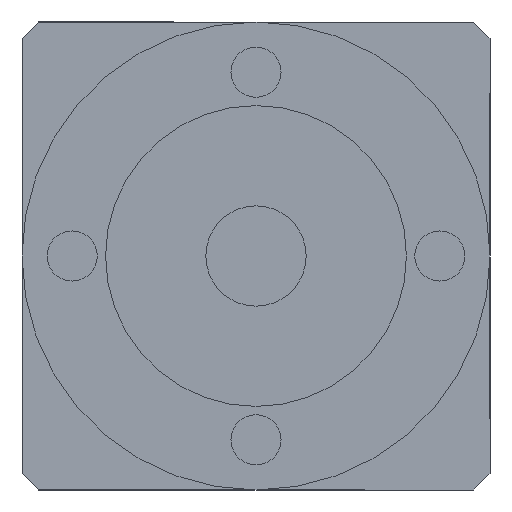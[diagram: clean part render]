
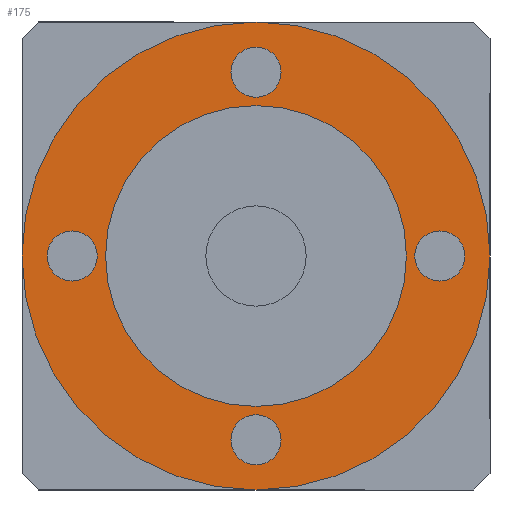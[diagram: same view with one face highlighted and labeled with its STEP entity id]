
A CAD part, front view. The second image highlights one B-rep face of the part: STEP entity #175.
In plain terms, the highlighted planar face has unit normal (0, -1, 0).
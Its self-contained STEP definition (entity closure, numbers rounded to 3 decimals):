
#7 = CARTESIAN_POINT ( 'NONE',  ( 0., -25.2, 0. ) ) ;
#19 = ORIENTED_EDGE ( 'NONE', *, *, #308, .F. ) ;
#23 = ORIENTED_EDGE ( 'NONE', *, *, #825, .F. ) ;
#37 = VERTEX_POINT ( 'NONE', #757 ) ;
#38 = DIRECTION ( 'NONE',  ( 0., 0., -1. ) ) ;
#47 = FACE_BOUND ( 'NONE', #217, .T. ) ;
#61 = VERTEX_POINT ( 'NONE', #263 ) ;
#70 = CARTESIAN_POINT ( 'NONE',  ( 0., -25.2, -11. ) ) ;
#71 = CARTESIAN_POINT ( 'NONE',  ( 11., -25.2, 1.5 ) ) ;
#72 = CARTESIAN_POINT ( 'NONE',  ( -11., -25.2, -1.5 ) ) ;
#83 = AXIS2_PLACEMENT_3D ( 'NONE', #135, #713, #718 ) ;
#86 = EDGE_CURVE ( 'NONE', #807, #61, #426, .T. ) ;
#91 = ORIENTED_EDGE ( 'NONE', *, *, #679, .F. ) ;
#96 = CARTESIAN_POINT ( 'NONE',  ( -11., -25.2, 0. ) ) ;
#99 = ORIENTED_EDGE ( 'NONE', *, *, #437, .F. ) ;
#100 = FACE_BOUND ( 'NONE', #816, .T. ) ;
#102 = DIRECTION ( 'NONE',  ( 0., -1., 0. ) ) ;
#135 = CARTESIAN_POINT ( 'NONE',  ( 0., -25.2, 11. ) ) ;
#151 = ORIENTED_EDGE ( 'NONE', *, *, #653, .F. ) ;
#160 = CIRCLE ( 'NONE', #726, 1.5 ) ;
#163 = FACE_BOUND ( 'NONE', #662, .T. ) ;
#174 = ORIENTED_EDGE ( 'NONE', *, *, #409, .F. ) ;
#175 = ADVANCED_FACE ( 'NONE', ( #163, #808, #47, #100, #904, #232 ), #772, .F. ) ;
#182 = DIRECTION ( 'NONE',  ( 0., 0., -1. ) ) ;
#185 = VERTEX_POINT ( 'NONE', #626 ) ;
#191 = AXIS2_PLACEMENT_3D ( 'NONE', #262, #557, #843 ) ;
#198 = AXIS2_PLACEMENT_3D ( 'NONE', #949, #644, #282 ) ;
#209 = CARTESIAN_POINT ( 'NONE',  ( 0., -25.2, 14. ) ) ;
#210 = VERTEX_POINT ( 'NONE', #928 ) ;
#217 = EDGE_LOOP ( 'NONE', ( #731, #99 ) ) ;
#225 = CARTESIAN_POINT ( 'NONE',  ( 0., -25.2, -9.5 ) ) ;
#230 = VERTEX_POINT ( 'NONE', #495 ) ;
#232 = FACE_OUTER_BOUND ( 'NONE', #419, .T. ) ;
#239 = AXIS2_PLACEMENT_3D ( 'NONE', #70, #570, #641 ) ;
#259 = DIRECTION ( 'NONE',  ( 0., 0., -1. ) ) ;
#262 = CARTESIAN_POINT ( 'NONE',  ( 11., -25.2, 0. ) ) ;
#263 = CARTESIAN_POINT ( 'NONE',  ( -11., -25.2, 1.5 ) ) ;
#264 = DIRECTION ( 'NONE',  ( 0., -1., 0. ) ) ;
#265 = CIRCLE ( 'NONE', #191, 1.5 ) ;
#272 = DIRECTION ( 'NONE',  ( 0., 0., 1. ) ) ;
#273 = DIRECTION ( 'NONE',  ( 0., 1., 0. ) ) ;
#275 = CIRCLE ( 'NONE', #610, 14. ) ;
#282 = DIRECTION ( 'NONE',  ( 0., 0., -1. ) ) ;
#308 = EDGE_CURVE ( 'NONE', #538, #230, #635, .T. ) ;
#310 = VERTEX_POINT ( 'NONE', #71 ) ;
#341 = DIRECTION ( 'NONE',  ( 0., 1., 0. ) ) ;
#345 = CARTESIAN_POINT ( 'NONE',  ( 0., -25.2, 0. ) ) ;
#346 = CARTESIAN_POINT ( 'NONE',  ( 11., -25.2, 0. ) ) ;
#355 = DIRECTION ( 'NONE',  ( 0., 0., 1. ) ) ;
#360 = CARTESIAN_POINT ( 'NONE',  ( 0., -25.2, 0. ) ) ;
#368 = AXIS2_PLACEMENT_3D ( 'NONE', #613, #470, #38 ) ;
#370 = VERTEX_POINT ( 'NONE', #225 ) ;
#386 = AXIS2_PLACEMENT_3D ( 'NONE', #360, #422, #272 ) ;
#400 = AXIS2_PLACEMENT_3D ( 'NONE', #345, #273, #355 ) ;
#409 = EDGE_CURVE ( 'NONE', #210, #840, #864, .T. ) ;
#419 = EDGE_LOOP ( 'NONE', ( #820, #91 ) ) ;
#422 = DIRECTION ( 'NONE',  ( 0., 1., 0. ) ) ;
#425 = AXIS2_PLACEMENT_3D ( 'NONE', #478, #264, #766 ) ;
#426 = CIRCLE ( 'NONE', #368, 1.5 ) ;
#437 = EDGE_CURVE ( 'NONE', #61, #807, #717, .T. ) ;
#470 = DIRECTION ( 'NONE',  ( 0., -1., 0. ) ) ;
#472 = CARTESIAN_POINT ( 'NONE',  ( 0., -25.2, 0. ) ) ;
#478 = CARTESIAN_POINT ( 'NONE',  ( 0., -25.2, 0. ) ) ;
#495 = CARTESIAN_POINT ( 'NONE',  ( 0., -25.2, 12.5 ) ) ;
#496 = CARTESIAN_POINT ( 'NONE',  ( 0., -25.2, -9. ) ) ;
#524 = DIRECTION ( 'NONE',  ( 0., -1., 0. ) ) ;
#525 = ORIENTED_EDGE ( 'NONE', *, *, #620, .F. ) ;
#538 = VERTEX_POINT ( 'NONE', #678 ) ;
#551 = DIRECTION ( 'NONE',  ( 0., -1., 0. ) ) ;
#557 = DIRECTION ( 'NONE',  ( 0., -1., 0. ) ) ;
#570 = DIRECTION ( 'NONE',  ( 0., -1., 0. ) ) ;
#593 = DIRECTION ( 'NONE',  ( 0., 0., -1. ) ) ;
#610 = AXIS2_PLACEMENT_3D ( 'NONE', #472, #341, #917 ) ;
#613 = CARTESIAN_POINT ( 'NONE',  ( -11., -25.2, 0. ) ) ;
#617 = DIRECTION ( 'NONE',  ( 0., -1., 0. ) ) ;
#620 = EDGE_CURVE ( 'NONE', #840, #210, #750, .T. ) ;
#626 = CARTESIAN_POINT ( 'NONE',  ( 11., -25.2, -1.5 ) ) ;
#630 = EDGE_CURVE ( 'NONE', #37, #370, #160, .T. ) ;
#632 = CIRCLE ( 'NONE', #859, 1.5 ) ;
#635 = CIRCLE ( 'NONE', #198, 1.5 ) ;
#641 = DIRECTION ( 'NONE',  ( 0., 0., -1. ) ) ;
#644 = DIRECTION ( 'NONE',  ( 0., -1., 0. ) ) ;
#653 = EDGE_CURVE ( 'NONE', #310, #185, #632, .T. ) ;
#662 = EDGE_LOOP ( 'NONE', ( #664, #151 ) ) ;
#664 = ORIENTED_EDGE ( 'NONE', *, *, #676, .F. ) ;
#667 = DIRECTION ( 'NONE',  ( 0., 0., 1. ) ) ;
#676 = EDGE_CURVE ( 'NONE', #185, #310, #265, .T. ) ;
#678 = CARTESIAN_POINT ( 'NONE',  ( 0., -25.2, 9.5 ) ) ;
#679 = EDGE_CURVE ( 'NONE', #719, #809, #275, .T. ) ;
#713 = DIRECTION ( 'NONE',  ( 0., -1., 0. ) ) ;
#717 = CIRCLE ( 'NONE', #897, 1.5 ) ;
#718 = DIRECTION ( 'NONE',  ( 0., 0., -1. ) ) ;
#719 = VERTEX_POINT ( 'NONE', #926 ) ;
#726 = AXIS2_PLACEMENT_3D ( 'NONE', #834, #617, #182 ) ;
#728 = CIRCLE ( 'NONE', #83, 1.5 ) ;
#731 = ORIENTED_EDGE ( 'NONE', *, *, #86, .F. ) ;
#738 = EDGE_CURVE ( 'NONE', #809, #719, #849, .T. ) ;
#750 = CIRCLE ( 'NONE', #425, 9. ) ;
#757 = CARTESIAN_POINT ( 'NONE',  ( 0., -25.2, -12.5 ) ) ;
#766 = DIRECTION ( 'NONE',  ( 0., 0., 1. ) ) ;
#772 = PLANE ( 'NONE',  #400 ) ;
#781 = EDGE_CURVE ( 'NONE', #370, #37, #815, .T. ) ;
#807 = VERTEX_POINT ( 'NONE', #72 ) ;
#808 = FACE_BOUND ( 'NONE', #908, .T. ) ;
#809 = VERTEX_POINT ( 'NONE', #209 ) ;
#815 = CIRCLE ( 'NONE', #239, 1.5 ) ;
#816 = EDGE_LOOP ( 'NONE', ( #852, #933 ) ) ;
#820 = ORIENTED_EDGE ( 'NONE', *, *, #738, .F. ) ;
#825 = EDGE_CURVE ( 'NONE', #230, #538, #728, .T. ) ;
#834 = CARTESIAN_POINT ( 'NONE',  ( 0., -25.2, -11. ) ) ;
#836 = AXIS2_PLACEMENT_3D ( 'NONE', #7, #102, #667 ) ;
#840 = VERTEX_POINT ( 'NONE', #496 ) ;
#843 = DIRECTION ( 'NONE',  ( 0., 0., -1. ) ) ;
#849 = CIRCLE ( 'NONE', #386, 14. ) ;
#852 = ORIENTED_EDGE ( 'NONE', *, *, #630, .F. ) ;
#859 = AXIS2_PLACEMENT_3D ( 'NONE', #346, #551, #259 ) ;
#864 = CIRCLE ( 'NONE', #836, 9. ) ;
#897 = AXIS2_PLACEMENT_3D ( 'NONE', #96, #524, #593 ) ;
#904 = FACE_BOUND ( 'NONE', #957, .T. ) ;
#908 = EDGE_LOOP ( 'NONE', ( #19, #23 ) ) ;
#917 = DIRECTION ( 'NONE',  ( 0., 0., 1. ) ) ;
#926 = CARTESIAN_POINT ( 'NONE',  ( 0., -25.2, -14. ) ) ;
#928 = CARTESIAN_POINT ( 'NONE',  ( 0., -25.2, 9. ) ) ;
#933 = ORIENTED_EDGE ( 'NONE', *, *, #781, .F. ) ;
#949 = CARTESIAN_POINT ( 'NONE',  ( 0., -25.2, 11. ) ) ;
#957 = EDGE_LOOP ( 'NONE', ( #174, #525 ) ) ;
